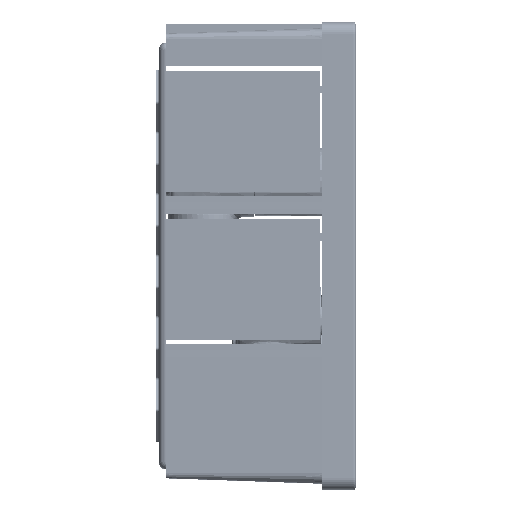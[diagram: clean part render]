
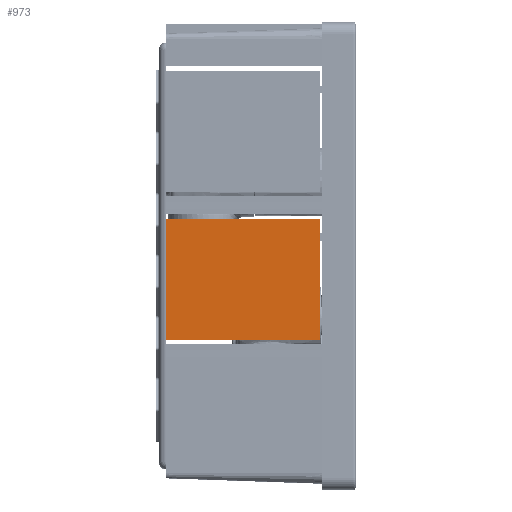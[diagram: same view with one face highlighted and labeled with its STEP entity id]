
A CAD part, front view. The second image highlights one B-rep face of the part: STEP entity #973.
In plain terms, the highlighted planar face has unit normal (-0.035, -0.999, 0).
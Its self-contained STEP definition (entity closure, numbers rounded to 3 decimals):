
#864=CARTESIAN_POINT('Vertex',(5.927,-127.855,15.2)) ;
#867=CARTESIAN_POINT('Line Origine',(37.177,-128.946,15.2)) ;
#871=CARTESIAN_POINT('Vertex',(68.427,-130.037,15.2)) ;
#898=CARTESIAN_POINT('Vertex',(5.927,-127.855,-34.)) ;
#901=CARTESIAN_POINT('Line Origine',(5.927,-127.855,-9.4)) ;
#918=CARTESIAN_POINT('Axis2P3D Location',(2.927,-127.75,0.)) ;
#923=CARTESIAN_POINT('Line Origine',(36.927,-128.937,-34.)) ;
#927=CARTESIAN_POINT('Vertex',(68.427,-130.037,-34.)) ;
#930=CARTESIAN_POINT('Line Origine',(68.427,-130.037,0.)) ;
#934=CARTESIAN_POINT('Vertex',(68.427,-130.037,-28.)) ;
#937=CARTESIAN_POINT('Line Origine',(68.427,-130.037,0.)) ;
#941=CARTESIAN_POINT('Vertex',(68.427,-130.037,-25.)) ;
#944=CARTESIAN_POINT('Line Origine',(68.427,-130.037,0.)) ;
#948=CARTESIAN_POINT('Vertex',(68.427,-130.037,6.2)) ;
#951=CARTESIAN_POINT('Line Origine',(68.427,-130.037,0.)) ;
#955=CARTESIAN_POINT('Vertex',(68.427,-130.037,9.2)) ;
#958=CARTESIAN_POINT('Line Origine',(68.427,-130.037,0.)) ;
#868=DIRECTION('Vector Direction',(0.999,-0.035,0.)) ;
#902=DIRECTION('Vector Direction',(0.,0.,1.)) ;
#919=DIRECTION('Axis2P3D Direction',(0.035,0.999,-0.)) ;
#920=DIRECTION('Axis2P3D XDirection',(0.,0.,1.)) ;
#924=DIRECTION('Vector Direction',(0.999,-0.035,0.)) ;
#931=DIRECTION('Vector Direction',(0.,0.,1.)) ;
#938=DIRECTION('Vector Direction',(0.,0.,1.)) ;
#945=DIRECTION('Vector Direction',(0.,0.,1.)) ;
#952=DIRECTION('Vector Direction',(0.,0.,1.)) ;
#959=DIRECTION('Vector Direction',(0.,0.,1.)) ;
#921=AXIS2_PLACEMENT_3D('Plane Axis2P3D',#918,#919,#920) ;
#964=ORIENTED_EDGE('',*,*,#929,.T.) ;
#965=ORIENTED_EDGE('',*,*,#936,.T.) ;
#966=ORIENTED_EDGE('',*,*,#943,.T.) ;
#967=ORIENTED_EDGE('',*,*,#950,.T.) ;
#968=ORIENTED_EDGE('',*,*,#957,.T.) ;
#969=ORIENTED_EDGE('',*,*,#962,.T.) ;
#970=ORIENTED_EDGE('',*,*,#873,.F.) ;
#971=ORIENTED_EDGE('',*,*,#905,.F.) ;
#869=VECTOR('Line Direction',#868,1.) ;
#903=VECTOR('Line Direction',#902,1.) ;
#925=VECTOR('Line Direction',#924,1.) ;
#932=VECTOR('Line Direction',#931,1.) ;
#939=VECTOR('Line Direction',#938,1.) ;
#946=VECTOR('Line Direction',#945,1.) ;
#953=VECTOR('Line Direction',#952,1.) ;
#960=VECTOR('Line Direction',#959,1.) ;
#973=ADVANCED_FACE('Body.2',(#972),#922,.F.) ;
#873=EDGE_CURVE('',#865,#872,#870,.T.) ;
#905=EDGE_CURVE('',#899,#865,#904,.T.) ;
#929=EDGE_CURVE('',#899,#928,#926,.T.) ;
#936=EDGE_CURVE('',#928,#935,#933,.T.) ;
#943=EDGE_CURVE('',#935,#942,#940,.T.) ;
#950=EDGE_CURVE('',#942,#949,#947,.T.) ;
#957=EDGE_CURVE('',#949,#956,#954,.T.) ;
#962=EDGE_CURVE('',#956,#872,#961,.T.) ;
#963=EDGE_LOOP('',(#964,#965,#966,#967,#968,#969,#970,#971)) ;
#972=FACE_OUTER_BOUND('',#963,.T.) ;
#870=LINE('Line',#867,#869) ;
#904=LINE('Line',#901,#903) ;
#926=LINE('Line',#923,#925) ;
#933=LINE('Line',#930,#932) ;
#940=LINE('Line',#937,#939) ;
#947=LINE('Line',#944,#946) ;
#954=LINE('Line',#951,#953) ;
#961=LINE('Line',#958,#960) ;
#922=PLANE('',#921) ;
#865=VERTEX_POINT('',#864) ;
#872=VERTEX_POINT('',#871) ;
#899=VERTEX_POINT('',#898) ;
#928=VERTEX_POINT('',#927) ;
#935=VERTEX_POINT('',#934) ;
#942=VERTEX_POINT('',#941) ;
#949=VERTEX_POINT('',#948) ;
#956=VERTEX_POINT('',#955) ;
